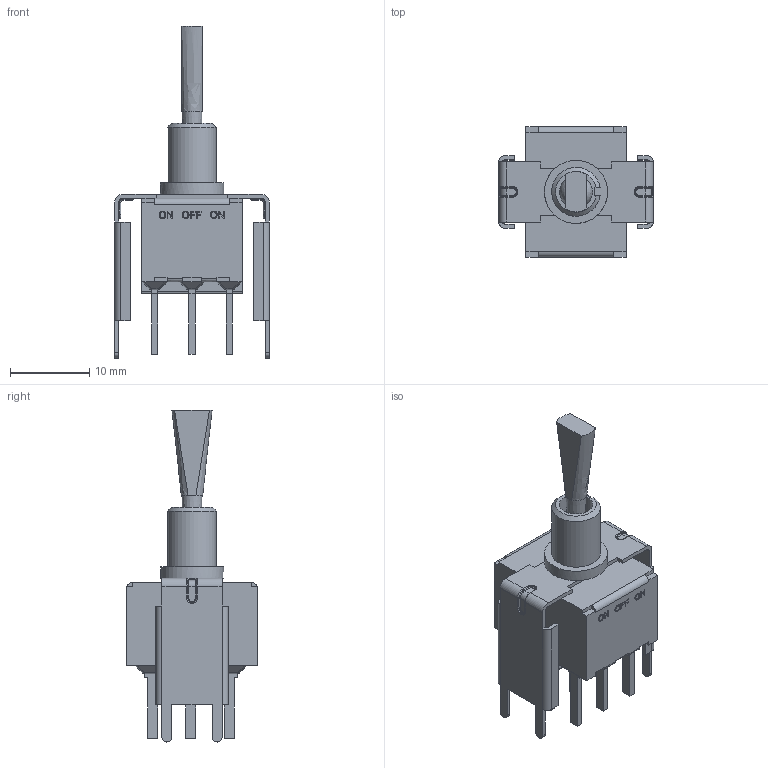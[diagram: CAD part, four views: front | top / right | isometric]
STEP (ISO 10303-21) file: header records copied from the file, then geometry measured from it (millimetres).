
FILE_DESCRIPTION((' '),'2;1');
FILE_NAME('1003PxT6B12VS5xE.stp','2017-08-03T08:34:51',(' '),(' '),' ','ACIS',' ');
FILE_SCHEMA(('CONFIG_CONTROL_DESIGN'));
Length unit declared in the file: inch
Products named in the file (1): 1003PxT6B12VS5xE.stp
Bounding box: 19.56 x 16.51 x 41.99 mm (x, y, z)
Volume: 2946.3 mm3; surface area: 2888.6 mm2
Topology: 2 solids, 2 shells, 603 faces, 1503 edges, 926 vertices
Faces by surface type: plane 355, cylinder 151, sphere 37, torus 32, bspline 26, cone 2
Full cylindrical faces by diameter (mm): 4.2 x1, 7.98 x1
Entity records: 17969 total; most frequent: CARTESIAN_POINT 3489, ORIENTED_EDGE 2992, DIRECTION 2962, EDGE_CURVE 1496, VECTOR 1078, LINE 1078, AXIS2_PLACEMENT_3D 942, VERTEX_POINT 923
